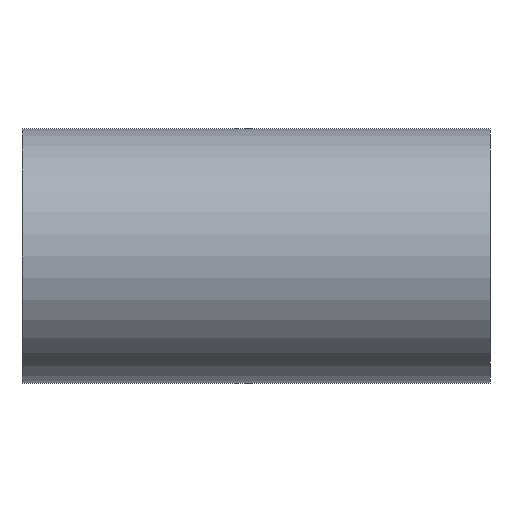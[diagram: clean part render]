
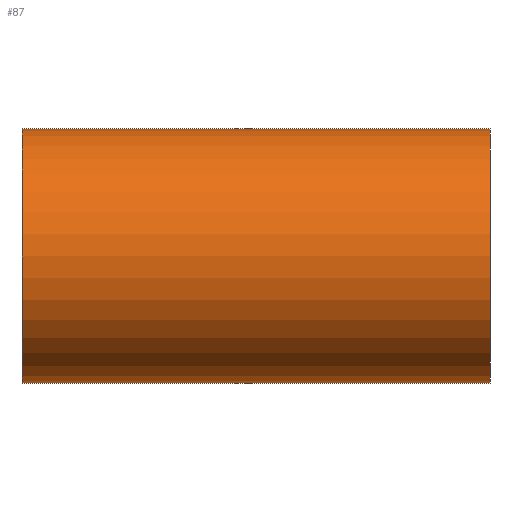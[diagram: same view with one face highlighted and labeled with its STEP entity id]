
A CAD part, front view. The second image highlights one B-rep face of the part: STEP entity #87.
In plain terms, the highlighted cylindrical face has radius 10.875 mm (diameter 21.75 mm), a full revolution.
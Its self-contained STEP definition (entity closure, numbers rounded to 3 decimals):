
#87 = ADVANCED_FACE( '', ( #178, #179 ), #180, .T. );
#178 = FACE_OUTER_BOUND( '', #269, .T. );
#179 = FACE_OUTER_BOUND( '', #270, .T. );
#180 = CYLINDRICAL_SURFACE( '', #271, 10.875 );
#269 = EDGE_LOOP( '', ( #484 ) );
#270 = EDGE_LOOP( '', ( #485 ) );
#271 = AXIS2_PLACEMENT_3D( '', #486, #487, #488 );
#484 = ORIENTED_EDGE( '', *, *, #605, .F. );
#485 = ORIENTED_EDGE( '', *, *, #627, .T. );
#486 = CARTESIAN_POINT( '', ( 40., 0., 0. ) );
#487 = DIRECTION( '', ( 1., 0., 0. ) );
#488 = DIRECTION( '', ( 0., 0., 1. ) );
#605 = EDGE_CURVE( '', #742, #742, #743, .T. );
#627 = EDGE_CURVE( '', #774, #774, #775, .T. );
#742 = VERTEX_POINT( '', #919 );
#743 = CIRCLE( '', #920, 10.875 );
#774 = VERTEX_POINT( '', #963 );
#775 = CIRCLE( '', #964, 10.875 );
#919 = CARTESIAN_POINT( '', ( 40., 0., -10.875 ) );
#920 = AXIS2_PLACEMENT_3D( '', #1072, #1073, #1074 );
#963 = CARTESIAN_POINT( '', ( 0., 0., -10.875 ) );
#964 = AXIS2_PLACEMENT_3D( '', #1105, #1106, #1107 );
#1072 = CARTESIAN_POINT( '', ( 40., 0., 0. ) );
#1073 = DIRECTION( '', ( 1., 0., 0. ) );
#1074 = DIRECTION( '', ( 0., 0., -1. ) );
#1105 = CARTESIAN_POINT( '', ( 0., 0., 0. ) );
#1106 = DIRECTION( '', ( 1., 0., 0. ) );
#1107 = DIRECTION( '', ( 0., 0., -1. ) );
